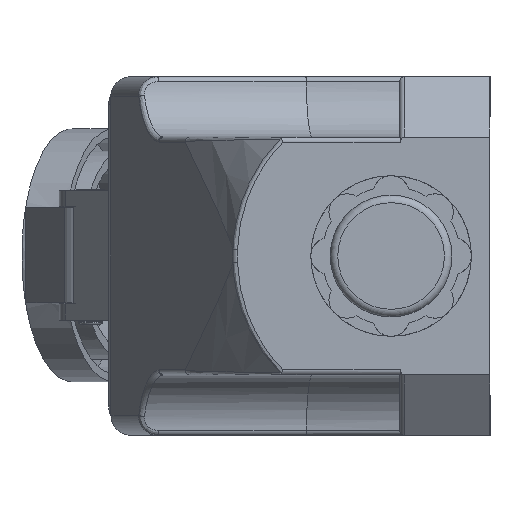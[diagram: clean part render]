
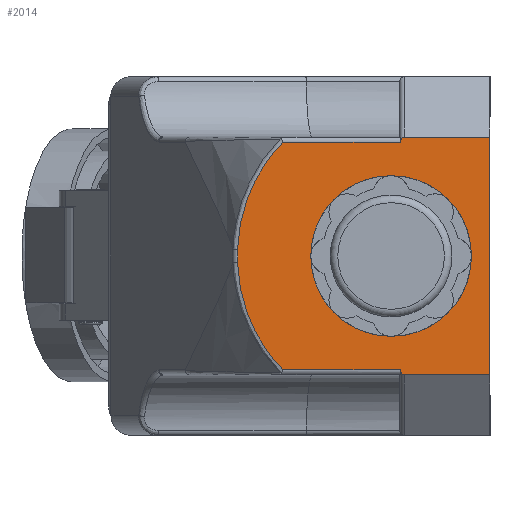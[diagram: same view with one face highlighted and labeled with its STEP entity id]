
A CAD part, left-side view. The second image highlights one B-rep face of the part: STEP entity #2014.
In plain terms, the highlighted planar face has unit normal (-1, 0, 0).
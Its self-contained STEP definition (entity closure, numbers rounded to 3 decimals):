
#48=ELLIPSE('',#9365,1.667,1.);
#49=ELLIPSE('',#9366,1.667,1.);
#93=B_SPLINE_CURVE_WITH_KNOTS('',3,(#13425,#13426,#13427,#13428,#13429,
#13430),.UNSPECIFIED.,.F.,.F.,(4,2,4),(0.,0.5,1.),.UNSPECIFIED.);
#94=B_SPLINE_CURVE_WITH_KNOTS('',3,(#13443,#13444,#13445,#13446,#13447,
#13448),.UNSPECIFIED.,.F.,.F.,(4,2,4),(0.,0.5,1.),.UNSPECIFIED.);
#268=LINE('',#13265,#2642);
#319=LINE('',#13422,#2693);
#320=LINE('',#13432,#2694);
#321=LINE('',#13436,#2695);
#322=LINE('',#13437,#2696);
#323=LINE('',#13441,#2697);
#1277=PLANE('',#9367);
#2014=ADVANCED_FACE('',(#3328,#3329),#1277,.F.);
#2642=VECTOR('',#10473,1.);
#2693=VECTOR('',#10560,1.);
#2694=VECTOR('',#10561,1.);
#2695=VECTOR('',#10564,1.);
#2696=VECTOR('',#10565,1.);
#2697=VECTOR('',#10568,1.);
#3328=FACE_BOUND('',#3628,.T.);
#3329=FACE_BOUND('',#3629,.T.);
#3628=EDGE_LOOP('',(#4521));
#3629=EDGE_LOOP('',(#4522,#4523,#4524,#4525,#4526,#4527,#4528,#4529,#4530,
#4531));
#4521=ORIENTED_EDGE('',*,*,#7821,.T.);
#4522=ORIENTED_EDGE('',*,*,#7822,.T.);
#4523=ORIENTED_EDGE('',*,*,#7823,.T.);
#4524=ORIENTED_EDGE('',*,*,#7824,.T.);
#4525=ORIENTED_EDGE('',*,*,#7825,.T.);
#4526=ORIENTED_EDGE('',*,*,#7826,.T.);
#4527=ORIENTED_EDGE('',*,*,#7754,.T.);
#4528=ORIENTED_EDGE('',*,*,#7827,.F.);
#4529=ORIENTED_EDGE('',*,*,#7828,.F.);
#4530=ORIENTED_EDGE('',*,*,#7829,.F.);
#4531=ORIENTED_EDGE('',*,*,#7830,.F.);
#6867=VERTEX_POINT('',#13266);
#6868=VERTEX_POINT('',#13267);
#6934=VERTEX_POINT('',#13421);
#6935=VERTEX_POINT('',#13423);
#6936=VERTEX_POINT('',#13424);
#6937=VERTEX_POINT('',#13431);
#6938=VERTEX_POINT('',#13433);
#6939=VERTEX_POINT('',#13435);
#6940=VERTEX_POINT('',#13438);
#6941=VERTEX_POINT('',#13440);
#6942=VERTEX_POINT('',#13442);
#7754=EDGE_CURVE('',#6867,#6868,#268,.T.);
#7821=EDGE_CURVE('',#6934,#6934,#8909,.T.);
#7822=EDGE_CURVE('',#6935,#6936,#319,.T.);
#7823=EDGE_CURVE('',#6936,#6937,#93,.T.);
#7824=EDGE_CURVE('',#6937,#6938,#320,.T.);
#7825=EDGE_CURVE('',#6938,#6939,#48,.T.);
#7826=EDGE_CURVE('',#6939,#6867,#321,.T.);
#7827=EDGE_CURVE('',#6940,#6868,#322,.T.);
#7828=EDGE_CURVE('',#6941,#6940,#49,.T.);
#7829=EDGE_CURVE('',#6942,#6941,#323,.T.);
#7830=EDGE_CURVE('',#6935,#6942,#94,.T.);
#8909=CIRCLE('',#9364,16.);
#9364=AXIS2_PLACEMENT_3D('',#13420,#10558,#10559);
#9365=AXIS2_PLACEMENT_3D('',#13434,#10562,#10563);
#9366=AXIS2_PLACEMENT_3D('',#13439,#10566,#10567);
#9367=AXIS2_PLACEMENT_3D('',#13449,#10569,#10570);
#10473=DIRECTION('',(0.,0.,1.));
#10558=DIRECTION('',(1.,0.,0.));
#10559=DIRECTION('',(0.,1.,0.));
#10560=DIRECTION('',(0.,0.,-1.));
#10561=DIRECTION('',(0.,-1.,0.));
#10562=DIRECTION('',(-1.,0.,0.));
#10563=DIRECTION('',(0.,0.,1.));
#10564=DIRECTION('',(0.,-1.,0.));
#10565=DIRECTION('',(0.,-1.,0.));
#10566=DIRECTION('',(1.,0.,0.));
#10567=DIRECTION('',(0.,0.,-1.));
#10568=DIRECTION('',(0.,-1.,0.));
#10569=DIRECTION('',(1.,0.,0.));
#10570=DIRECTION('',(0.,1.,0.));
#13265=CARTESIAN_POINT('',(0.,0.,0.));
#13266=CARTESIAN_POINT('',(0.,0.,-59.4));
#13267=CARTESIAN_POINT('',(0.,0.,-12.));
#13420=CARTESIAN_POINT('',(0.,19.7,-35.7));
#13421=CARTESIAN_POINT('',(0.,35.7,-35.7));
#13422=CARTESIAN_POINT('',(0.,50.289,0.));
#13423=CARTESIAN_POINT('',(0.,50.289,-34.454));
#13424=CARTESIAN_POINT('',(0.,50.289,-36.946));
#13425=CARTESIAN_POINT('',(0.,50.289,-36.946));
#13426=CARTESIAN_POINT('',(0.,50.183,-40.949));
#13427=CARTESIAN_POINT('',(0.,49.333,-44.852));
#13428=CARTESIAN_POINT('',(0.,46.241,-52.188));
#13429=CARTESIAN_POINT('',(0.,44.036,-55.527));
#13430=CARTESIAN_POINT('',(0.,41.257,-58.4));
#13431=CARTESIAN_POINT('',(0.,41.257,-58.4));
#13432=CARTESIAN_POINT('',(0.,17.,-58.4));
#13433=CARTESIAN_POINT('',(0.,17.917,-58.4));
#13434=CARTESIAN_POINT('',(0.,17.,-57.733));
#13435=CARTESIAN_POINT('',(0.,17.,-59.4));
#13436=CARTESIAN_POINT('',(0.,0.,-59.4));
#13437=CARTESIAN_POINT('',(0.,0.,-12.));
#13438=CARTESIAN_POINT('',(0.,17.,-12.));
#13439=CARTESIAN_POINT('',(0.,17.,-13.667));
#13440=CARTESIAN_POINT('',(0.,17.917,-13.));
#13441=CARTESIAN_POINT('',(0.,17.,-13.));
#13442=CARTESIAN_POINT('',(0.,41.257,-13.));
#13443=CARTESIAN_POINT('',(0.,50.289,-34.454));
#13444=CARTESIAN_POINT('',(0.,50.183,-30.451));
#13445=CARTESIAN_POINT('',(0.,49.333,-26.548));
#13446=CARTESIAN_POINT('',(0.,46.241,-19.212));
#13447=CARTESIAN_POINT('',(0.,44.036,-15.873));
#13448=CARTESIAN_POINT('',(0.,41.257,-13.));
#13449=CARTESIAN_POINT('',(0.,0.,0.));
